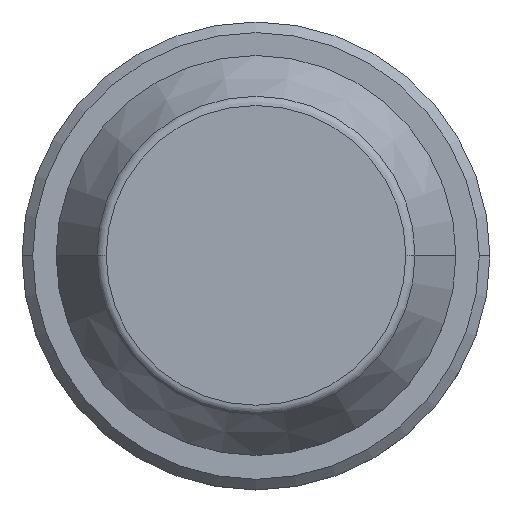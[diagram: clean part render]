
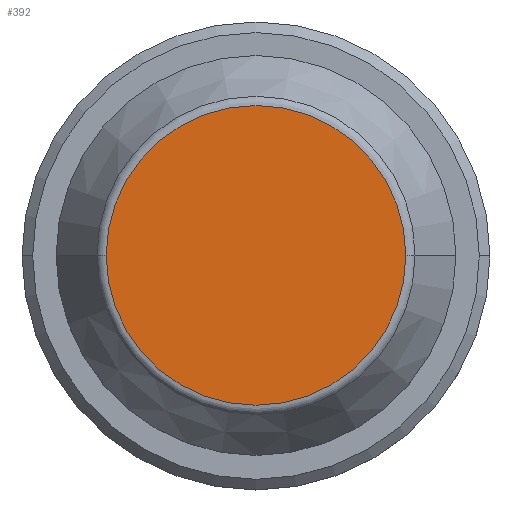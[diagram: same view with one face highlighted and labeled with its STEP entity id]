
A CAD part, top view. The second image highlights one B-rep face of the part: STEP entity #392.
In plain terms, the highlighted planar face has unit normal (0, 0, 1).
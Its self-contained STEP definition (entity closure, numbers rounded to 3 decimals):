
#71 = DIRECTION ( 'NONE',  ( -1., 0., 0. ) ) ;
#157 = DIRECTION ( 'NONE',  ( 0., 0., 1. ) ) ;
#160 = CARTESIAN_POINT ( 'NONE',  ( -7.044, 0., 0. ) ) ;
#195 = EDGE_LOOP ( 'NONE', ( #733, #219 ) ) ;
#209 = CIRCLE ( 'NONE', #784, 7.044 ) ;
#219 = ORIENTED_EDGE ( 'NONE', *, *, #1106, .T. ) ;
#263 = AXIS2_PLACEMENT_3D ( 'NONE', #603, #282, #1173 ) ;
#282 = DIRECTION ( 'NONE',  ( 0., 0., -1. ) ) ;
#372 = FACE_OUTER_BOUND ( 'NONE', #195, .T. ) ;
#387 = VERTEX_POINT ( 'NONE', #873 ) ;
#392 = ADVANCED_FACE ( 'NONE', ( #372 ), #880, .F. ) ;
#517 = DIRECTION ( 'NONE',  ( 0., 0., 1. ) ) ;
#541 = VERTEX_POINT ( 'NONE', #160 ) ;
#603 = CARTESIAN_POINT ( 'NONE',  ( 0., 7.333, 0. ) ) ;
#654 = AXIS2_PLACEMENT_3D ( 'NONE', #766, #157, #1167 ) ;
#733 = ORIENTED_EDGE ( 'NONE', *, *, #1114, .T. ) ;
#766 = CARTESIAN_POINT ( 'NONE',  ( 0., 0., 0. ) ) ;
#784 = AXIS2_PLACEMENT_3D ( 'NONE', #1052, #517, #71 ) ;
#873 = CARTESIAN_POINT ( 'NONE',  ( 7.044, 0., 0. ) ) ;
#880 = PLANE ( 'NONE',  #263 ) ;
#1052 = CARTESIAN_POINT ( 'NONE',  ( 0., 0., 0. ) ) ;
#1106 = EDGE_CURVE ( 'NONE', #387, #541, #1284, .T. ) ;
#1114 = EDGE_CURVE ( 'NONE', #541, #387, #209, .T. ) ;
#1167 = DIRECTION ( 'NONE',  ( -1., 0., 0. ) ) ;
#1173 = DIRECTION ( 'NONE',  ( -1., 0., 0. ) ) ;
#1284 = CIRCLE ( 'NONE', #654, 7.044 ) ;
